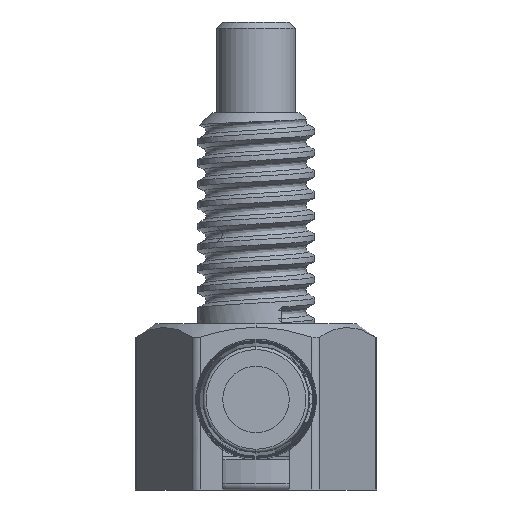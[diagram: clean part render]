
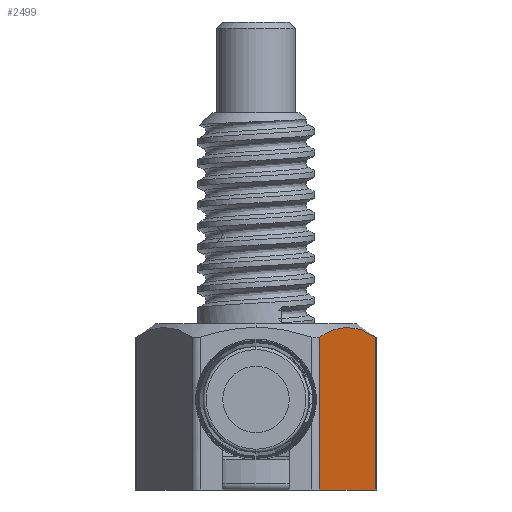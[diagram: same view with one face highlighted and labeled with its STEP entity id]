
A CAD part, front view. The second image highlights one B-rep face of the part: STEP entity #2499.
In plain terms, the highlighted planar face has unit normal (0.866, -0.5, 0).
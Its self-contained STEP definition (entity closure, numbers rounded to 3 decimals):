
#71=DIRECTION('',(0.5,0.866,0.));
#72=VECTOR('',#71,3.695);
#73=CARTESIAN_POINT('',(2.107,-3.35,0.));
#74=LINE('',#73,#72);
#105=DIRECTION('',(0.,0.,-1.));
#106=VECTOR('',#105,5.065);
#107=CARTESIAN_POINT('',(3.955,-0.15,5.065));
#108=LINE('',#107,#106);
#109=CARTESIAN_POINT('',(3.955,-0.15,5.065));
#110=CARTESIAN_POINT('',(3.882,-0.276,5.112));
#111=CARTESIAN_POINT('',(3.739,-0.524,5.197));
#112=CARTESIAN_POINT('',(3.534,-0.878,5.291));
#113=CARTESIAN_POINT('',(3.332,-1.228,5.354));
#114=CARTESIAN_POINT('',(3.131,-1.576,5.386));
#115=CARTESIAN_POINT('',(2.931,-1.924,5.386));
#116=CARTESIAN_POINT('',(2.73,-2.272,5.354));
#117=CARTESIAN_POINT('',(2.528,-2.622,5.291));
#118=CARTESIAN_POINT('',(2.323,-2.976,5.197));
#119=CARTESIAN_POINT('',(2.18,-3.224,5.112));
#120=CARTESIAN_POINT('',(2.107,-3.35,5.065));
#122=DIRECTION('',(0.,0.,-1.));
#123=VECTOR('',#122,5.065);
#124=CARTESIAN_POINT('',(2.107,-3.35,5.065));
#125=LINE('',#124,#123);
#2111=CARTESIAN_POINT('',(2.107,-3.35,5.065));
#2328=CARTESIAN_POINT('',(3.955,-0.15,0.));
#2330=VERTEX_POINT('',#2328);
#2331=CARTESIAN_POINT('',(3.955,-0.15,5.065));
#2332=VERTEX_POINT('',#2331);
#2358=CARTESIAN_POINT('',(2.107,-3.35,0.));
#2360=VERTEX_POINT('',#2358);
#2365=VERTEX_POINT('',#2111);
#2486=CARTESIAN_POINT('',(2.021,-3.5,0.));
#2487=DIRECTION('',(0.866,-0.5,0.));
#2488=DIRECTION('',(0.5,0.866,0.));
#2489=AXIS2_PLACEMENT_3D('',#2486,#2487,#2488);
#2490=PLANE('',#2489);
#2491=ORIENTED_EDGE('',*,*,#2478,.T.);
#2492=ORIENTED_EDGE('',*,*,#2434,.F.);
#2494=ORIENTED_EDGE('',*,*,#2493,.F.);
#2496=ORIENTED_EDGE('',*,*,#2495,.F.);
#2497=EDGE_LOOP('',(#2491,#2492,#2494,#2496));
#2498=FACE_OUTER_BOUND('',#2497,.F.);
#121=B_SPLINE_CURVE_WITH_KNOTS('',3,(#109,#110,#111,#112,#113,#114,#115,#116,
#117,#118,#119,#120),.UNSPECIFIED.,.F.,.F.,(4,1,1,1,1,1,1,1,1,4),(0.,
0.111,0.222,0.333,0.444,
0.556,0.667,0.778,0.889,1.),
.UNSPECIFIED.);
#2434=EDGE_CURVE('',#2360,#2330,#74,.T.);
#2478=EDGE_CURVE('',#2332,#2330,#108,.T.);
#2493=EDGE_CURVE('',#2365,#2360,#125,.T.);
#2495=EDGE_CURVE('',#2332,#2365,#121,.T.);
#2499=ADVANCED_FACE('',(#2498),#2490,.T.);
